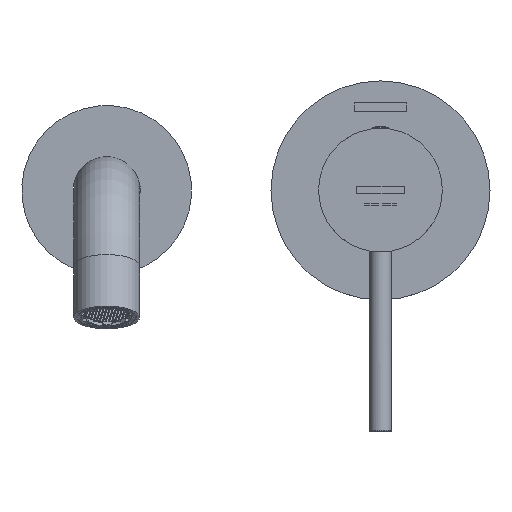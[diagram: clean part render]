
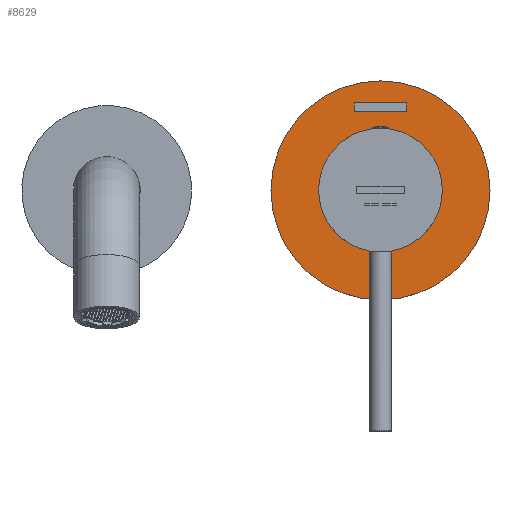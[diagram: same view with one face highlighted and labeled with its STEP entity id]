
A CAD part, top view. The second image highlights one B-rep face of the part: STEP entity #8629.
In plain terms, the highlighted planar face has unit normal (0, 0, 1).
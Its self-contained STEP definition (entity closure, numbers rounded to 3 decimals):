
#149 = EDGE_CURVE ( 'NONE', #4861, #7972, #17126, .T. ) ;
#532 = ORIENTED_EDGE ( 'NONE', *, *, #8131, .T. ) ;
#912 = CARTESIAN_POINT ( 'NONE',  ( 9.5, 0., 27.5 ) ) ;
#1485 = AXIS2_PLACEMENT_3D ( 'NONE', #29684, #2238, #32342 ) ;
#1615 = DIRECTION ( 'NONE',  ( 0., 1., 0. ) ) ;
#2041 = LINE ( 'NONE', #34465, #7962 ) ;
#2238 = DIRECTION ( 'NONE',  ( 0., 0., -1. ) ) ;
#2566 = DIRECTION ( 'NONE',  ( 1., 0., 0. ) ) ;
#2902 = CARTESIAN_POINT ( 'NONE',  ( -40., 0., 27.5 ) ) ;
#3196 = VERTEX_POINT ( 'NONE', #32719 ) ;
#4861 = VERTEX_POINT ( 'NONE', #25613 ) ;
#5824 = ORIENTED_EDGE ( 'NONE', *, *, #24679, .F. ) ;
#6025 = CARTESIAN_POINT ( 'NONE',  ( 0., 0., 27.5 ) ) ;
#6091 = VERTEX_POINT ( 'NONE', #2902 ) ;
#6738 = VECTOR ( 'NONE', #9489, 1000. ) ;
#6775 = LINE ( 'NONE', #22813, #15877 ) ;
#7095 = CARTESIAN_POINT ( 'NONE',  ( -9.5, 32., 27.5 ) ) ;
#7770 = EDGE_CURVE ( 'NONE', #7972, #3196, #31057, .T. ) ;
#7917 = CARTESIAN_POINT ( 'NONE',  ( 0., 0., 27.5 ) ) ;
#7962 = VECTOR ( 'NONE', #12368, 1000. ) ;
#7972 = VERTEX_POINT ( 'NONE', #11767 ) ;
#8131 = EDGE_CURVE ( 'NONE', #3196, #30703, #6775, .T. ) ;
#8423 = CARTESIAN_POINT ( 'NONE',  ( 21.25, 0., 27.5 ) ) ;
#8629 = ADVANCED_FACE ( 'NONE', ( #24149, #19318, #24681 ), #26655, .F. ) ;
#8635 = EDGE_LOOP ( 'NONE', ( #32922 ) ) ;
#9489 = DIRECTION ( 'NONE',  ( -1., 0., 0. ) ) ;
#9579 = AXIS2_PLACEMENT_3D ( 'NONE', #7917, #18774, #2566 ) ;
#10178 = CIRCLE ( 'NONE', #9579, 21.25 ) ;
#10917 = VERTEX_POINT ( 'NONE', #8423 ) ;
#11767 = CARTESIAN_POINT ( 'NONE',  ( 9.5, 28.75, 27.5 ) ) ;
#12368 = DIRECTION ( 'NONE',  ( 1., 0., 0. ) ) ;
#14266 = DIRECTION ( 'NONE',  ( 0., -1., 0. ) ) ;
#15877 = VECTOR ( 'NONE', #1615, 1000. ) ;
#17126 = LINE ( 'NONE', #912, #30574 ) ;
#18626 = ORIENTED_EDGE ( 'NONE', *, *, #7770, .T. ) ;
#18774 = DIRECTION ( 'NONE',  ( 0., 0., 1. ) ) ;
#19234 = ORIENTED_EDGE ( 'NONE', *, *, #149, .T. ) ;
#19318 = FACE_BOUND ( 'NONE', #8635, .T. ) ;
#20145 = EDGE_LOOP ( 'NONE', ( #5824 ) ) ;
#21892 = DIRECTION ( 'NONE',  ( 0., 0., -1. ) ) ;
#22585 = DIRECTION ( 'NONE',  ( -1., 0., 0. ) ) ;
#22813 = CARTESIAN_POINT ( 'NONE',  ( -9.5, 0., 27.5 ) ) ;
#22989 = CIRCLE ( 'NONE', #32119, 40. ) ;
#23622 = EDGE_CURVE ( 'NONE', #30703, #4861, #2041, .T. ) ;
#24149 = FACE_BOUND ( 'NONE', #32658, .T. ) ;
#24679 = EDGE_CURVE ( 'NONE', #6091, #6091, #22989, .T. ) ;
#24681 = FACE_OUTER_BOUND ( 'NONE', #20145, .T. ) ;
#25613 = CARTESIAN_POINT ( 'NONE',  ( 9.5, 32., 27.5 ) ) ;
#26655 = PLANE ( 'NONE',  #1485 ) ;
#29684 = CARTESIAN_POINT ( 'NONE',  ( 0., 0., 27.5 ) ) ;
#30574 = VECTOR ( 'NONE', #14266, 1000. ) ;
#30703 = VERTEX_POINT ( 'NONE', #7095 ) ;
#31057 = LINE ( 'NONE', #33894, #6738 ) ;
#31898 = ORIENTED_EDGE ( 'NONE', *, *, #23622, .T. ) ;
#32119 = AXIS2_PLACEMENT_3D ( 'NONE', #6025, #21892, #22585 ) ;
#32342 = DIRECTION ( 'NONE',  ( -1., 0., 0. ) ) ;
#32658 = EDGE_LOOP ( 'NONE', ( #18626, #532, #31898, #19234 ) ) ;
#32705 = EDGE_CURVE ( 'NONE', #10917, #10917, #10178, .T. ) ;
#32719 = CARTESIAN_POINT ( 'NONE',  ( -9.5, 28.75, 27.5 ) ) ;
#32922 = ORIENTED_EDGE ( 'NONE', *, *, #32705, .F. ) ;
#33894 = CARTESIAN_POINT ( 'NONE',  ( 0., 28.75, 27.5 ) ) ;
#34465 = CARTESIAN_POINT ( 'NONE',  ( 0., 32., 27.5 ) ) ;
